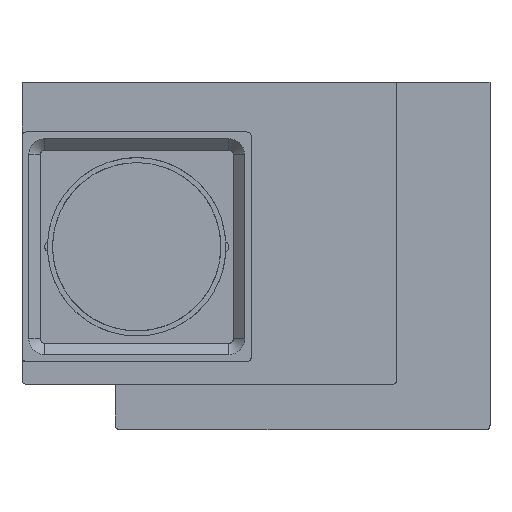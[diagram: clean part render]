
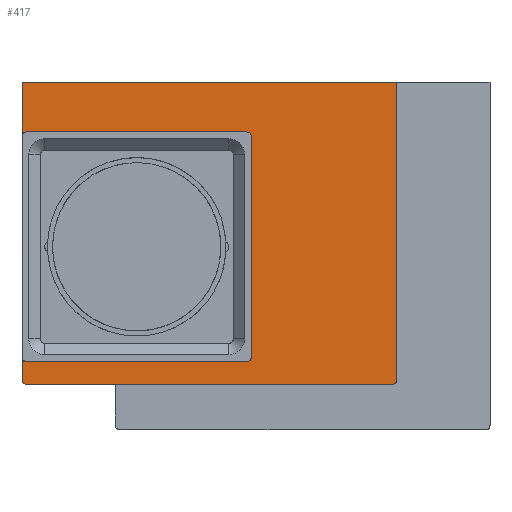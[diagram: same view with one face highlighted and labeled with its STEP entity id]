
A CAD part, top view. The second image highlights one B-rep face of the part: STEP entity #417.
In plain terms, the highlighted planar face has unit normal (0, 0, 1).
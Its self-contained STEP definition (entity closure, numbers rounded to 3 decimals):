
#417=ADVANCED_FACE('',(#865),#7049,.T.);
#865=FACE_OUTER_BOUND('',#1343,.T.);
#1343=EDGE_LOOP('',(#2230,#2231,#2232,#2233,#2234,#2235,#2236,#2237,#2238,
#2239,#2240,#2241,#2242,#2243));
#2230=ORIENTED_EDGE('',*,*,#4251,.T.);
#2231=ORIENTED_EDGE('',*,*,#4157,.T.);
#2232=ORIENTED_EDGE('',*,*,#4254,.T.);
#2233=ORIENTED_EDGE('',*,*,#4038,.F.);
#2234=ORIENTED_EDGE('',*,*,#3969,.F.);
#2235=ORIENTED_EDGE('',*,*,#4034,.F.);
#2236=ORIENTED_EDGE('',*,*,#4158,.T.);
#2237=ORIENTED_EDGE('',*,*,#4159,.T.);
#2238=ORIENTED_EDGE('',*,*,#4238,.T.);
#2239=ORIENTED_EDGE('',*,*,#4160,.T.);
#2240=ORIENTED_EDGE('',*,*,#4240,.T.);
#2241=ORIENTED_EDGE('',*,*,#3929,.F.);
#2242=ORIENTED_EDGE('',*,*,#4161,.T.);
#2243=ORIENTED_EDGE('',*,*,#4030,.F.);
#3929=EDGE_CURVE('',#6061,#6058,#5669,.T.);
#3969=EDGE_CURVE('',#6113,#6114,#5709,.T.);
#4030=EDGE_CURVE('',#6179,#6180,#5740,.T.);
#4034=EDGE_CURVE('',#6183,#6113,#5744,.T.);
#4038=EDGE_CURVE('',#6114,#6184,#5748,.T.);
#4157=EDGE_CURVE('',#6264,#6265,#5775,.T.);
#4158=EDGE_CURVE('',#6183,#6266,#5776,.T.);
#4159=EDGE_CURVE('',#6266,#6267,#5777,.T.);
#4160=EDGE_CURVE('',#6268,#6269,#5778,.T.);
#4161=EDGE_CURVE('',#6061,#6180,#5779,.T.);
#4238=EDGE_CURVE('',#6267,#6268,#5135,.T.);
#4240=EDGE_CURVE('',#6269,#6058,#5137,.T.);
#4251=EDGE_CURVE('',#6179,#6264,#5146,.T.);
#4254=EDGE_CURVE('',#6265,#6184,#5149,.T.);
#5135=(
BOUNDED_CURVE()
B_SPLINE_CURVE(2,(#9642,#9643,#9644),.UNSPECIFIED.,.F.,.F.)
B_SPLINE_CURVE_WITH_KNOTS((3,3),(-4.,0.),.UNSPECIFIED.)
CURVE()
GEOMETRIC_REPRESENTATION_ITEM()
RATIONAL_B_SPLINE_CURVE((1.,0.707,1.))
REPRESENTATION_ITEM('')
);
#5137=(
BOUNDED_CURVE()
B_SPLINE_CURVE(2,(#9648,#9649,#9650),.UNSPECIFIED.,.F.,.F.)
B_SPLINE_CURVE_WITH_KNOTS((3,3),(-4.,0.),.UNSPECIFIED.)
CURVE()
GEOMETRIC_REPRESENTATION_ITEM()
RATIONAL_B_SPLINE_CURVE((1.,0.707,1.))
REPRESENTATION_ITEM('')
);
#5146=(
BOUNDED_CURVE()
B_SPLINE_CURVE(2,(#9679,#9680,#9681),.UNSPECIFIED.,.F.,.F.)
B_SPLINE_CURVE_WITH_KNOTS((3,3),(-4.,0.),.UNSPECIFIED.)
CURVE()
GEOMETRIC_REPRESENTATION_ITEM()
RATIONAL_B_SPLINE_CURVE((1.,0.707,1.))
REPRESENTATION_ITEM('')
);
#5149=(
BOUNDED_CURVE()
B_SPLINE_CURVE(2,(#9688,#9689,#9690),.UNSPECIFIED.,.F.,.F.)
B_SPLINE_CURVE_WITH_KNOTS((3,3),(-4.,0.),.UNSPECIFIED.)
CURVE()
GEOMETRIC_REPRESENTATION_ITEM()
RATIONAL_B_SPLINE_CURVE((1.,0.707,1.))
REPRESENTATION_ITEM('')
);
#5669=B_SPLINE_CURVE_WITH_KNOTS('',1,(#8761,#8762),.UNSPECIFIED.,.F.,.F.,
(2,2),(0.,97.),.UNSPECIFIED.);
#5709=B_SPLINE_CURVE_WITH_KNOTS('',1,(#8841,#8842),.UNSPECIFIED.,.F.,.F.,
(2,2),(0.,165.),.UNSPECIFIED.);
#5740=B_SPLINE_CURVE_WITH_KNOTS('',1,(#9043,#9044),.UNSPECIFIED.,.F.,.F.,
(2,2),(0.,8.),.UNSPECIFIED.);
#5744=B_SPLINE_CURVE_WITH_KNOTS('',1,(#9051,#9052),.UNSPECIFIED.,.F.,.F.,
(2,2),(0.,22.),.UNSPECIFIED.);
#5748=B_SPLINE_CURVE_WITH_KNOTS('',1,(#9059,#9060),.UNSPECIFIED.,.F.,.F.,
(2,2),(0.,131.),.UNSPECIFIED.);
#5775=B_SPLINE_CURVE_WITH_KNOTS('',1,(#9411,#9412),.UNSPECIFIED.,.F.,.F.,
(2,2),(0.,161.),.UNSPECIFIED.);
#5776=B_SPLINE_CURVE_WITH_KNOTS('',1,(#9413,#9414),.UNSPECIFIED.,.F.,.F.,
(2,2),(0.,2.),.UNSPECIFIED.);
#5777=B_SPLINE_CURVE_WITH_KNOTS('',1,(#9415,#9416),.UNSPECIFIED.,.F.,.F.,
(2,2),(0.,97.),.UNSPECIFIED.);
#5778=B_SPLINE_CURVE_WITH_KNOTS('',1,(#9417,#9418),.UNSPECIFIED.,.F.,.F.,
(2,2),(0.,97.),.UNSPECIFIED.);
#5779=B_SPLINE_CURVE_WITH_KNOTS('',1,(#9419,#9420),.UNSPECIFIED.,.F.,.F.,
(2,2),(0.,2.),.UNSPECIFIED.);
#6058=VERTEX_POINT('',#8531);
#6061=VERTEX_POINT('',#8534);
#6113=VERTEX_POINT('',#8586);
#6114=VERTEX_POINT('',#8587);
#6179=VERTEX_POINT('',#8652);
#6180=VERTEX_POINT('',#8653);
#6183=VERTEX_POINT('',#8656);
#6184=VERTEX_POINT('',#8657);
#6264=VERTEX_POINT('',#8737);
#6265=VERTEX_POINT('',#8738);
#6266=VERTEX_POINT('',#8739);
#6267=VERTEX_POINT('',#8740);
#6268=VERTEX_POINT('',#8741);
#6269=VERTEX_POINT('',#8742);
#7049=PLANE('',#7251);
#7251=AXIS2_PLACEMENT_3D('',#8140,#7437,$);
#7437=DIRECTION('',(0.,0.,1.));
#8140=CARTESIAN_POINT('',(2582.5,-71.5,-30.));
#8531=CARTESIAN_POINT('',(2516.5,-61.5,-30.));
#8534=CARTESIAN_POINT('',(2419.5,-61.5,-30.));
#8586=CARTESIAN_POINT('',(2417.5,61.5,-30.));
#8587=CARTESIAN_POINT('',(2582.5,61.5,-30.));
#8652=CARTESIAN_POINT('',(2417.5,-69.5,-30.));
#8653=CARTESIAN_POINT('',(2417.5,-61.5,-30.));
#8656=CARTESIAN_POINT('',(2417.5,39.5,-30.));
#8657=CARTESIAN_POINT('',(2582.5,-69.5,-30.));
#8737=CARTESIAN_POINT('',(2419.5,-71.5,-30.));
#8738=CARTESIAN_POINT('',(2580.5,-71.5,-30.));
#8739=CARTESIAN_POINT('',(2419.5,39.5,-30.));
#8740=CARTESIAN_POINT('',(2516.5,39.5,-30.));
#8741=CARTESIAN_POINT('',(2518.5,37.5,-30.));
#8742=CARTESIAN_POINT('',(2518.5,-59.5,-30.));
#8761=CARTESIAN_POINT('',(2419.5,-61.5,-30.));
#8762=CARTESIAN_POINT('',(2516.5,-61.5,-30.));
#8841=CARTESIAN_POINT('',(2417.5,61.5,-30.));
#8842=CARTESIAN_POINT('',(2582.5,61.5,-30.));
#9043=CARTESIAN_POINT('',(2417.5,-69.5,-30.));
#9044=CARTESIAN_POINT('',(2417.5,-61.5,-30.));
#9051=CARTESIAN_POINT('',(2417.5,39.5,-30.));
#9052=CARTESIAN_POINT('',(2417.5,61.5,-30.));
#9059=CARTESIAN_POINT('',(2582.5,61.5,-30.));
#9060=CARTESIAN_POINT('',(2582.5,-69.5,-30.));
#9411=CARTESIAN_POINT('',(2419.5,-71.5,-30.));
#9412=CARTESIAN_POINT('',(2580.5,-71.5,-30.));
#9413=CARTESIAN_POINT('',(2417.5,39.5,-30.));
#9414=CARTESIAN_POINT('',(2419.5,39.5,-30.));
#9415=CARTESIAN_POINT('',(2419.5,39.5,-30.));
#9416=CARTESIAN_POINT('',(2516.5,39.5,-30.));
#9417=CARTESIAN_POINT('',(2518.5,37.5,-30.));
#9418=CARTESIAN_POINT('',(2518.5,-59.5,-30.));
#9419=CARTESIAN_POINT('',(2419.5,-61.5,-30.));
#9420=CARTESIAN_POINT('',(2417.5,-61.5,-30.));
#9642=CARTESIAN_POINT('',(2516.5,39.5,-30.));
#9643=CARTESIAN_POINT('',(2518.5,39.5,-30.));
#9644=CARTESIAN_POINT('',(2518.5,37.5,-30.));
#9648=CARTESIAN_POINT('',(2518.5,-59.5,-30.));
#9649=CARTESIAN_POINT('',(2518.5,-61.5,-30.));
#9650=CARTESIAN_POINT('',(2516.5,-61.5,-30.));
#9679=CARTESIAN_POINT('',(2417.5,-69.5,-30.));
#9680=CARTESIAN_POINT('',(2417.5,-71.5,-30.));
#9681=CARTESIAN_POINT('',(2419.5,-71.5,-30.));
#9688=CARTESIAN_POINT('',(2580.5,-71.5,-30.));
#9689=CARTESIAN_POINT('',(2582.5,-71.5,-30.));
#9690=CARTESIAN_POINT('',(2582.5,-69.5,-30.));
